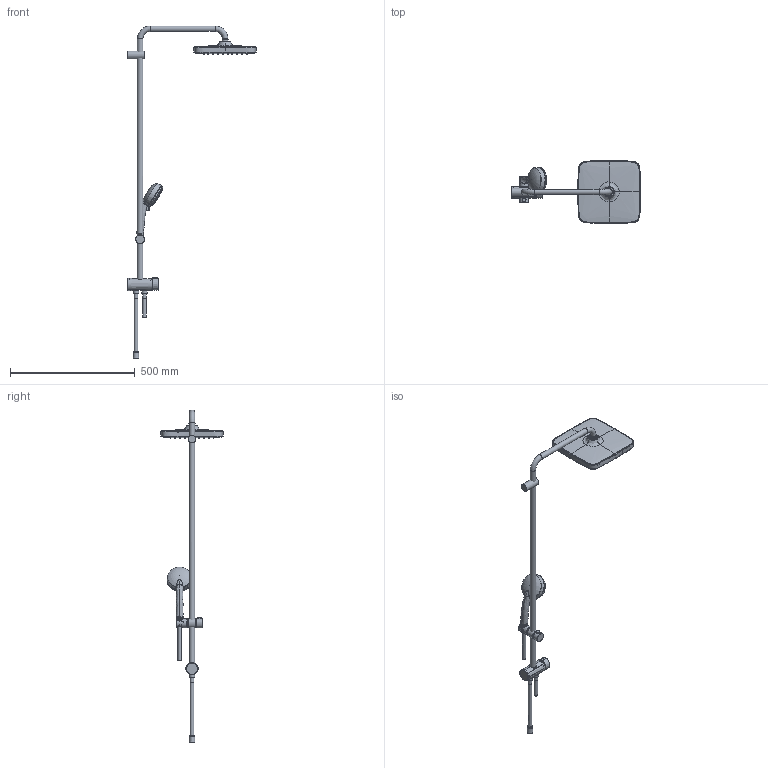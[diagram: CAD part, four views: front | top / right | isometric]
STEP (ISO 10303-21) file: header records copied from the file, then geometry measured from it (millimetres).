
FILE_DESCRIPTION(/* description */ ('Unknown'),/* implementation_level */ '2;1');
FILE_NAME(/* name */ '26694000',/* time_stamp */ '2022-09-01T16:19:54+02:00',/* author */ ('Unknown'),/* organization */ ('GROHE AG'),/* preprocessor_version */ 'ST-DEVELOPER v16.7',/* originating_system */ 'DEX',/* authorisation */ $);
FILE_SCHEMA (('AUTOMOTIVE_DESIGN {1 0 10303 214 3 1 1}'));
Length unit declared in the file: millimetre
Products named in the file (7): 26694000; id54; 081107 GTM1000C Handles Update02; g01882338eog; shell#35; XSHELL#10958
Assembly tree (6 placements, depth 2):
  26694000
    26694000
    id54
    081107 GTM1000C Handles Update02
    g01882338eog
    shell#35
    XSHELL#10958
Bounding box: 515.56 x 250.02 x 1328.42 mm (x, y, z)
Volume: 33755.5 mm3; surface area: 402327.6 mm2
Topology: 1 solids, 274 shells, 1932 faces, 7138 edges, 5437 vertices
Faces by surface type: bspline 924, cylinder 534, plane 226, cone 115, torus 103, sphere 30
Full cylindrical faces by diameter (mm): 1 x117, 1.5 x60, 2.8 x60, 3.6 x32, 3.748 x136, 14.262 x3, 15 x4, 18.2 x1, 19.9 x2, 20.96 x1, 22 x5, 22.6 x1, 23 x2, 31.3 x1, 33.4 x2, 34 x1, 36 x3, 47.015 x1, 89.4 x2, 90.2 x1, 98.174 x1
Entity records: 133539 total; most frequent: CARTESIAN_POINT 86557, ORIENTED_EDGE 8313, EDGE_CURVE 5631, DIRECTION 4952, VERTEX_POINT 4793, B_SPLINE_CURVE_WITH_KNOTS 3959, FACE_BOUND 3176, EDGE_LOOP 3175
